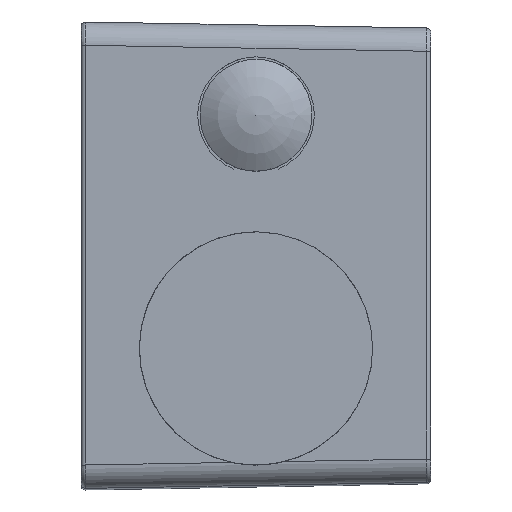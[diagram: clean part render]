
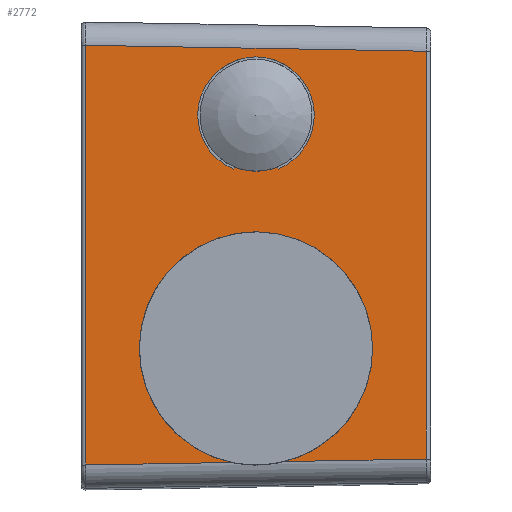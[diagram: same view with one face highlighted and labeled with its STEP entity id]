
A CAD part, top view. The second image highlights one B-rep face of the part: STEP entity #2772.
In plain terms, the highlighted planar face has unit normal (0, 0, 1).
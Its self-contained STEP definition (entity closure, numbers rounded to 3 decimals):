
#165=FACE_BOUND($,#553,.T.);
#240=CIRCLE($,#3048,5.);
#241=CIRCLE($,#3049,2.4);
#242=CIRCLE($,#3050,2.5);
#376=FACE_OUTER_BOUND($,#552,.T.);
#552=EDGE_LOOP($,(#2386,#2387,#2388,#2389,#2390,#2391));
#553=EDGE_LOOP($,(#2392,#2393,#2394,#2395));
#808=LINE($,#4936,#1060);
#810=LINE($,#4944,#1062);
#819=LINE($,#5092,#1071);
#827=LINE($,#5360,#1079);
#828=LINE($,#5472,#1080);
#832=LINE($,#5485,#1084);
#833=LINE($,#5489,#1085);
#1060=VECTOR($,#3664,6.246);
#1062=VECTOR($,#3670,6.076);
#1071=VECTOR($,#3703,17.483);
#1079=VECTOR($,#3775,14.602);
#1080=VECTOR($,#3782,17.993);
#1084=VECTOR($,#3798,0.1);
#1085=VECTOR($,#3801,0.1);
#1317=VERTEX_POINT($,#4934);
#1318=VERTEX_POINT($,#4935);
#1321=VERTEX_POINT($,#4941);
#1322=VERTEX_POINT($,#4943);
#1334=VERTEX_POINT($,#5031);
#1346=VERTEX_POINT($,#5358);
#1348=VERTEX_POINT($,#5483);
#1349=VERTEX_POINT($,#5484);
#1350=VERTEX_POINT($,#5486);
#1351=VERTEX_POINT($,#5488);
#1656=EDGE_CURVE($,#1317,#1318,#808,.T.);
#1660=EDGE_CURVE($,#1322,#1321,#810,.T.);
#1680=EDGE_CURVE($,#1321,#1334,#819,.F.);
#1711=EDGE_CURVE($,#1334,#1346,#827,.F.);
#1714=EDGE_CURVE($,#1346,#1317,#828,.T.);
#1719=EDGE_CURVE($,#1318,#1322,#240,.T.);
#1720=EDGE_CURVE($,#1348,#1349,#832,.T.);
#1721=EDGE_CURVE($,#1349,#1350,#241,.F.);
#1722=EDGE_CURVE($,#1350,#1351,#833,.T.);
#1723=EDGE_CURVE($,#1351,#1348,#242,.T.);
#2386=ORIENTED_EDGE($,*,*,#1711,.T.);
#2387=ORIENTED_EDGE($,*,*,#1714,.T.);
#2388=ORIENTED_EDGE($,*,*,#1656,.T.);
#2389=ORIENTED_EDGE($,*,*,#1719,.T.);
#2390=ORIENTED_EDGE($,*,*,#1660,.T.);
#2391=ORIENTED_EDGE($,*,*,#1680,.T.);
#2392=ORIENTED_EDGE($,*,*,#1720,.T.);
#2393=ORIENTED_EDGE($,*,*,#1721,.T.);
#2394=ORIENTED_EDGE($,*,*,#1722,.T.);
#2395=ORIENTED_EDGE($,*,*,#1723,.T.);
#2639=PLANE($,#3047);
#2772=ADVANCED_FACE($,(#376,#165),#2639,.T.);
#3047=AXIS2_PLACEMENT_3D($,#5481,#3794,#3795);
#3048=AXIS2_PLACEMENT_3D($,#5482,#3796,#3797);
#3049=AXIS2_PLACEMENT_3D($,#5487,#3799,#3800);
#3050=AXIS2_PLACEMENT_3D($,#5490,#3802,#3803);
#3664=DIRECTION($,(1.,0.017,0.));
#3670=DIRECTION($,(1.,0.017,0.));
#3703=DIRECTION($,(0.,-1.,0.));
#3775=DIRECTION($,(1.,-0.017,0.));
#3782=DIRECTION($,(0.,-1.,0.));
#3794=DIRECTION('center_axis',(0.,0.,
1.));
#3795=DIRECTION('ref_axis',(-1.,0.,0.));
#3796=DIRECTION('center_axis',(0.,0.,
-1.));
#3797=DIRECTION('ref_axis',(-1.,0.,0.));
#3798=DIRECTION($,(-0.383,0.924,0.));
#3799=DIRECTION('center_axis',(0.,0.,
1.));
#3800=DIRECTION('ref_axis',(0.,-1.,0.));
#3801=DIRECTION($,(-0.383,-0.924,0.));
#3802=DIRECTION('center_axis',(0.,0.,
-1.));
#3803=DIRECTION('ref_axis',(0.,-1.,0.));
#4934=CARTESIAN_POINT('',(-14.8,-8.996,9.5));
#4935=CARTESIAN_POINT('',(-8.555,-8.887,9.5));
#4936=CARTESIAN_POINT($,(-14.668,-8.994,9.5));
#4941=CARTESIAN_POINT('',(-0.2,-8.742,9.5));
#4943=CARTESIAN_POINT('',(-6.275,-8.848,9.5));
#4944=CARTESIAN_POINT($,(-14.668,-8.994,9.5));
#5031=CARTESIAN_POINT('',(-0.2,8.742,9.5));
#5092=CARTESIAN_POINT($,(-0.2,8.738,9.5));
#5358=CARTESIAN_POINT('',(-14.8,8.996,9.5));
#5360=CARTESIAN_POINT($,(-15.017,9.,9.5));
#5472=CARTESIAN_POINT($,(-14.8,10.,9.5));
#5481=CARTESIAN_POINT('Origin',(-15.,10.,9.5));
#5482=CARTESIAN_POINT('Origin',(-7.5,-4.,9.5));
#5483=CARTESIAN_POINT('',(-6.544,3.69,9.5));
#5484=CARTESIAN_POINT('',(-6.583,3.782,9.5));
#5485=CARTESIAN_POINT($,(-6.544,3.69,9.5));
#5486=CARTESIAN_POINT('',(-8.419,3.783,9.5));
#5487=CARTESIAN_POINT('Origin',(-7.5,6.,9.5));
#5488=CARTESIAN_POINT('',(-8.458,3.69,9.5));
#5489=CARTESIAN_POINT($,(-8.458,3.69,9.5));
#5490=CARTESIAN_POINT('Origin',(-7.501,6.,9.5));
